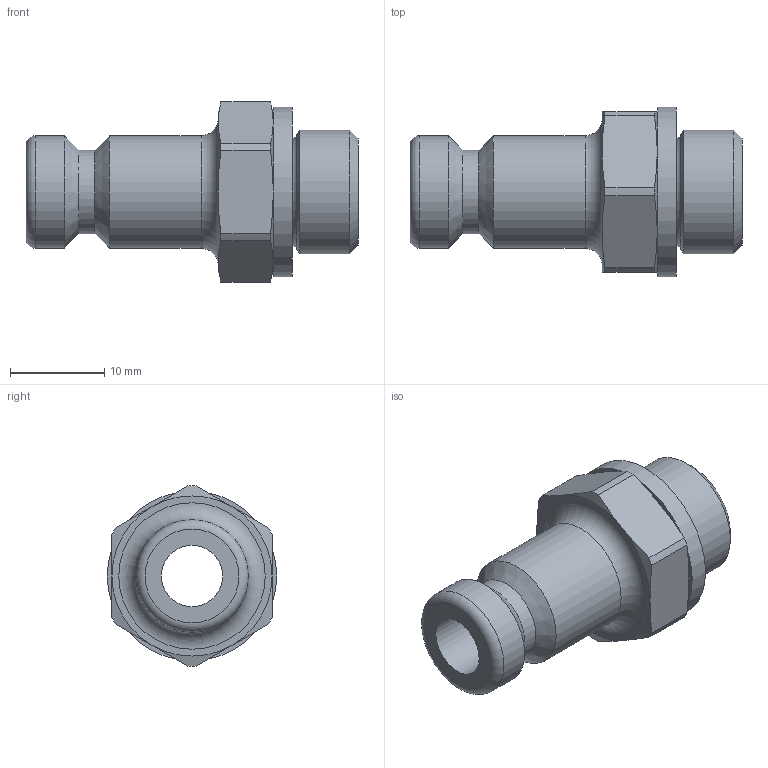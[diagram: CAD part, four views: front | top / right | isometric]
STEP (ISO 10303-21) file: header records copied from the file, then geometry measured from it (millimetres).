
FILE_DESCRIPTION((''),'2;1');
FILE_NAME('52sfaw13sxn.stp','2012-12-12T09:24:12',('IA176480'),(''),'Autodesk Inventor 2011','Autodesk Inventor 2011','');
FILE_SCHEMA(('AUTOMOTIVE_DESIGN { 1 0 10303 214 1 1 1 1 }'));
Length unit declared in the file: millimetre
Products named in the file (3): D105391; D105390; D103601
Assembly tree (2 placements, depth 2):
  D105391
    D105390
    D103601
Bounding box: 35.25 x 18 x 19.15 mm (x, y, z)
Volume: 3736 mm3; surface area: 2997.7 mm2
Topology: 2 solids, 2 shells, 49 faces, 106 edges, 63 vertices
Faces by surface type: cone 18, cylinder 14, plane 14, torus 3
Full cylindrical faces by diameter (mm): 6.5 x1, 8.9 x1, 11.95 x2, 13.157 x1, 18 x1
Entity records: 1321 total; most frequent: CARTESIAN_POINT 256, DIRECTION 222, ORIENTED_EDGE 182, AXIS2_PLACEMENT_3D 101, EDGE_CURVE 91, EDGE_LOOP 70, VERTEX_POINT 63, FACE_OUTER_BOUND 49
